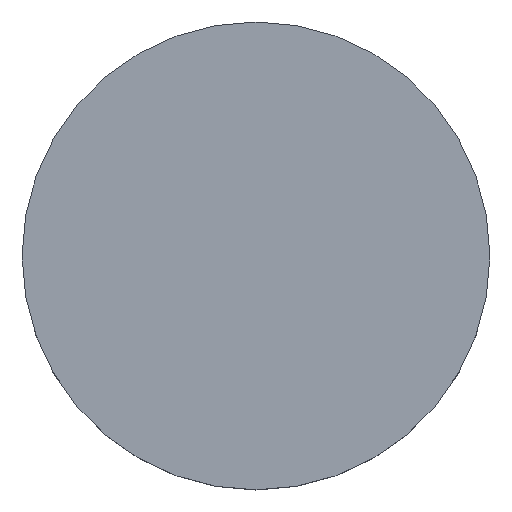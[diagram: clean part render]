
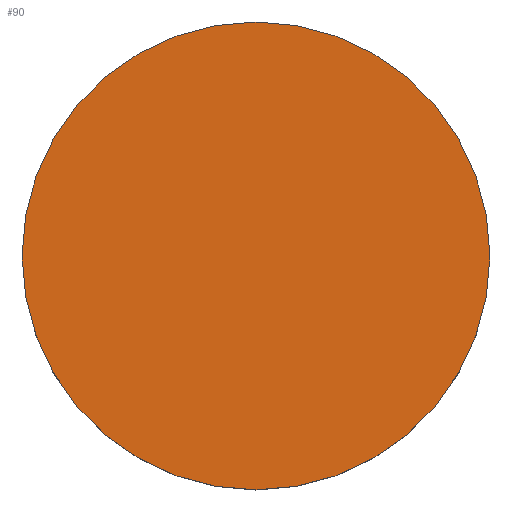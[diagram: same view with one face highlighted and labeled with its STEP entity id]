
A CAD part, top view. The second image highlights one B-rep face of the part: STEP entity #90.
In plain terms, the highlighted planar face has unit normal (0, 0, 1).
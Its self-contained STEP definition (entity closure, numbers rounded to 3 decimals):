
#31=FACE_OUTER_BOUND('',#39,.T.);
#39=EDGE_LOOP('',(#78));
#45=CIRCLE('',#112,4.);
#51=VERTEX_POINT('',#160);
#57=EDGE_CURVE('',#51,#51,#45,.T.);
#78=ORIENTED_EDGE('',*,*,#57,.T.);
#83=PLANE('',#117);
#90=ADVANCED_FACE('',(#31),#83,.T.);
#112=AXIS2_PLACEMENT_3D('',#161,#133,#134);
#117=AXIS2_PLACEMENT_3D('',#171,#146,#147);
#133=DIRECTION('center_axis',(0.,0.,1.));
#134=DIRECTION('ref_axis',(1.,0.,0.));
#146=DIRECTION('center_axis',(0.,0.,1.));
#147=DIRECTION('ref_axis',(1.,0.,0.));
#160=CARTESIAN_POINT('',(-4.,0.,3.));
#161=CARTESIAN_POINT('Origin',(0.,0.,3.));
#171=CARTESIAN_POINT('Origin',(0.,0.,3.));
